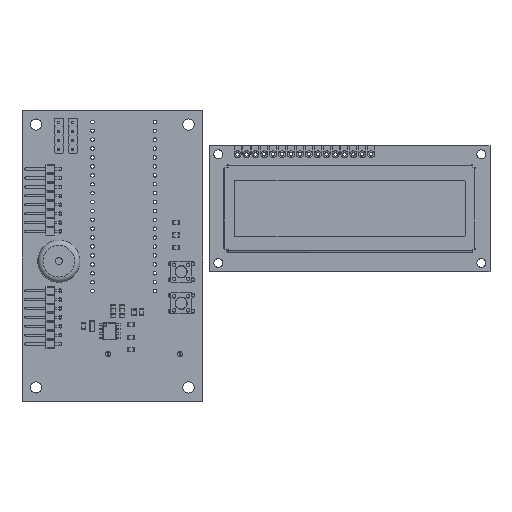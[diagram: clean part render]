
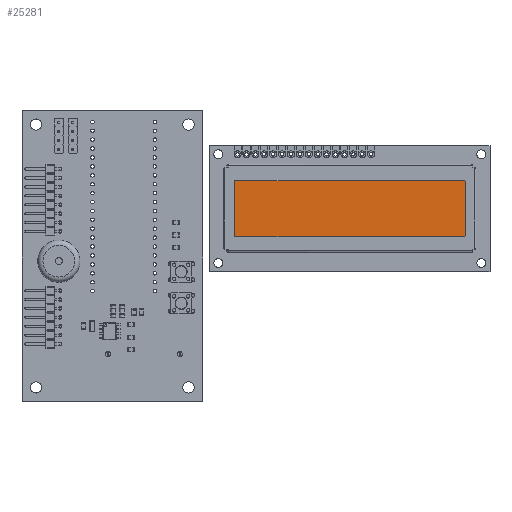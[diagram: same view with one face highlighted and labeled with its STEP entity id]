
A CAD part, top view. The second image highlights one B-rep face of the part: STEP entity #25281.
In plain terms, the highlighted planar face has unit normal (0, 0, 1).
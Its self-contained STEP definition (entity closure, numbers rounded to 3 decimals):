
#23836 = EDGE_CURVE('',#23837,#23839,#23841,.T.);
#23837 = VERTEX_POINT('',#23838);
#23838 = CARTESIAN_POINT('',(65.,-8.,15.));
#23839 = VERTEX_POINT('',#23840);
#23840 = CARTESIAN_POINT('',(64.5,-7.5,15.));
#23841 = CIRCLE('',#23842,0.5);
#23842 = AXIS2_PLACEMENT_3D('',#23843,#23844,#23845);
#23843 = CARTESIAN_POINT('',(64.5,-8.,15.));
#23844 = DIRECTION('',(-0.,0.,1.));
#23845 = DIRECTION('',(0.,-1.,0.));
#23847 = EDGE_CURVE('',#23848,#23837,#23850,.T.);
#23848 = VERTEX_POINT('',#23849);
#23849 = CARTESIAN_POINT('',(65.,-23.,15.));
#23850 = LINE('',#23851,#23852);
#23851 = CARTESIAN_POINT('',(65.,-23.5,15.));
#23852 = VECTOR('',#23853,1.);
#23853 = DIRECTION('',(0.,1.,0.));
#23855 = EDGE_CURVE('',#23848,#23856,#23858,.T.);
#23856 = VERTEX_POINT('',#23857);
#23857 = CARTESIAN_POINT('',(64.5,-23.5,15.));
#23858 = CIRCLE('',#23859,0.5);
#23859 = AXIS2_PLACEMENT_3D('',#23860,#23861,#23862);
#23860 = CARTESIAN_POINT('',(64.5,-23.,15.));
#23861 = DIRECTION('',(-0.,-0.,-1.));
#23862 = DIRECTION('',(0.,-1.,0.));
#23864 = EDGE_CURVE('',#23865,#23856,#23867,.T.);
#23865 = VERTEX_POINT('',#23866);
#23866 = CARTESIAN_POINT('',(-0.5,-23.5,15.));
#23867 = LINE('',#23868,#23869);
#23868 = CARTESIAN_POINT('',(-1.,-23.5,15.));
#23869 = VECTOR('',#23870,1.);
#23870 = DIRECTION('',(1.,0.,0.));
#23872 = EDGE_CURVE('',#23865,#23873,#23875,.T.);
#23873 = VERTEX_POINT('',#23874);
#23874 = CARTESIAN_POINT('',(-1.,-23.,15.));
#23875 = CIRCLE('',#23876,0.5);
#23876 = AXIS2_PLACEMENT_3D('',#23877,#23878,#23879);
#23877 = CARTESIAN_POINT('',(-0.5,-23.,15.));
#23878 = DIRECTION('',(-0.,-0.,-1.));
#23879 = DIRECTION('',(0.,-1.,0.));
#23881 = EDGE_CURVE('',#23873,#23882,#23884,.T.);
#23882 = VERTEX_POINT('',#23883);
#23883 = CARTESIAN_POINT('',(-1.,-8.,15.));
#23884 = LINE('',#23885,#23886);
#23885 = CARTESIAN_POINT('',(-1.,-23.5,15.));
#23886 = VECTOR('',#23887,1.);
#23887 = DIRECTION('',(0.,1.,0.));
#23889 = EDGE_CURVE('',#23882,#23890,#23892,.T.);
#23890 = VERTEX_POINT('',#23891);
#23891 = CARTESIAN_POINT('',(-0.5,-7.5,15.));
#23892 = CIRCLE('',#23893,0.5);
#23893 = AXIS2_PLACEMENT_3D('',#23894,#23895,#23896);
#23894 = CARTESIAN_POINT('',(-0.5,-8.,15.));
#23895 = DIRECTION('',(-0.,-0.,-1.));
#23896 = DIRECTION('',(0.,-1.,0.));
#23898 = EDGE_CURVE('',#23890,#23839,#23899,.T.);
#23899 = LINE('',#23900,#23901);
#23900 = CARTESIAN_POINT('',(-1.,-7.5,15.));
#23901 = VECTOR('',#23902,1.);
#23902 = DIRECTION('',(1.,0.,0.));
#25281 = ADVANCED_FACE('',(#25282),#25292,.T.);
#25282 = FACE_BOUND('',#25283,.T.);
#25283 = EDGE_LOOP('',(#25284,#25285,#25286,#25287,#25288,#25289,#25290,
    #25291));
#25284 = ORIENTED_EDGE('',*,*,#23881,.F.);
#25285 = ORIENTED_EDGE('',*,*,#23872,.F.);
#25286 = ORIENTED_EDGE('',*,*,#23864,.T.);
#25287 = ORIENTED_EDGE('',*,*,#23855,.F.);
#25288 = ORIENTED_EDGE('',*,*,#23847,.T.);
#25289 = ORIENTED_EDGE('',*,*,#23836,.T.);
#25290 = ORIENTED_EDGE('',*,*,#23898,.F.);
#25291 = ORIENTED_EDGE('',*,*,#23889,.F.);
#25292 = PLANE('',#25293);
#25293 = AXIS2_PLACEMENT_3D('',#25294,#25295,#25296);
#25294 = CARTESIAN_POINT('',(-1.,-23.5,15.));
#25295 = DIRECTION('',(0.,0.,1.));
#25296 = DIRECTION('',(1.,0.,-0.));
